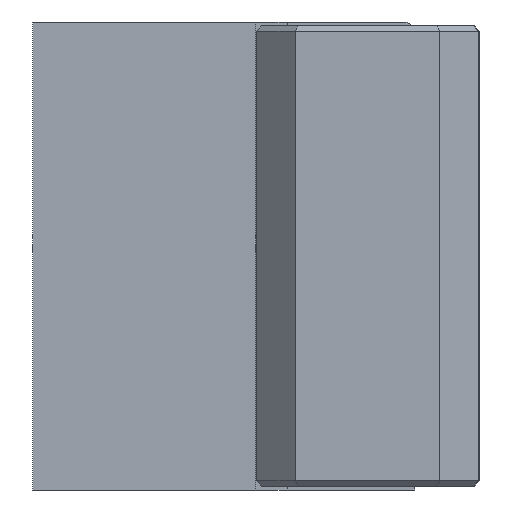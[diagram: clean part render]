
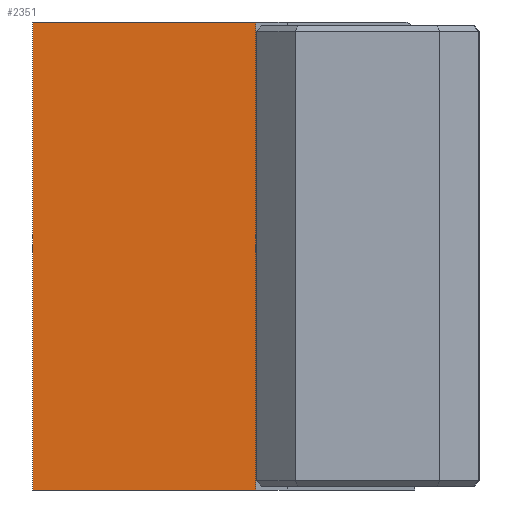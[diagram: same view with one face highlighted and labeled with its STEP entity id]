
A CAD part, left-side view. The second image highlights one B-rep face of the part: STEP entity #2351.
In plain terms, the highlighted planar face has unit normal (-1, 0, 0).
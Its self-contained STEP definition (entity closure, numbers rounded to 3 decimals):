
#1995=CARTESIAN_POINT('',(-82.791,-5.737,0.0));
#1996=VERTEX_POINT('',#1995);
#2003=CARTESIAN_POINT('',(-82.791,22.903,0.0));
#2004=VERTEX_POINT('',#2003);
#2005=CARTESIAN_POINT('',(-82.791,22.903,0.0));
#2006=DIRECTION('',(0.0,-1.0,0.0));
#2007=VECTOR('',#2006,28.64);
#2008=LINE('',#2005,#2007);
#2009=EDGE_CURVE('',#2004,#1996,#2008,.T.);
#2073=CARTESIAN_POINT('',(-82.791,22.903,60.0));
#2074=VERTEX_POINT('',#2073);
#2081=CARTESIAN_POINT('',(-82.791,-5.737,60.0));
#2082=VERTEX_POINT('',#2081);
#2083=CARTESIAN_POINT('',(-82.791,-5.737,60.0));
#2084=DIRECTION('',(0.0,1.0,0.0));
#2085=VECTOR('',#2084,28.64);
#2086=LINE('',#2083,#2085);
#2087=EDGE_CURVE('',#2082,#2074,#2086,.T.);
#2324=CARTESIAN_POINT('',(-82.791,-5.737,0.0));
#2325=DIRECTION('',(0.0,0.0,1.0));
#2326=VECTOR('',#2325,60.0);
#2327=LINE('',#2324,#2326);
#2328=EDGE_CURVE('',#1996,#2082,#2327,.T.);
#2335=CARTESIAN_POINT('',(-82.791,-5.737,0.0));
#2336=DIRECTION('',(-1.0,0.0,0.0));
#2337=DIRECTION('',(0.0,0.0,1.0));
#2338=AXIS2_PLACEMENT_3D('',#2335,#2336,#2337);
#2339=PLANE('',#2338);
#2340=ORIENTED_EDGE('',*,*,#2087,.T.);
#2341=CARTESIAN_POINT('',(-82.791,22.903,0.0));
#2342=DIRECTION('',(0.0,0.0,1.0));
#2343=VECTOR('',#2342,60.0);
#2344=LINE('',#2341,#2343);
#2345=EDGE_CURVE('',#2004,#2074,#2344,.T.);
#2346=ORIENTED_EDGE('',*,*,#2345,.F.);
#2347=ORIENTED_EDGE('',*,*,#2009,.T.);
#2348=ORIENTED_EDGE('',*,*,#2328,.T.);
#2349=EDGE_LOOP('',(#2340,#2346,#2347,#2348));
#2350=FACE_OUTER_BOUND('',#2349,.T.);
#2351=ADVANCED_FACE('',(#2350),#2339,.T.);
